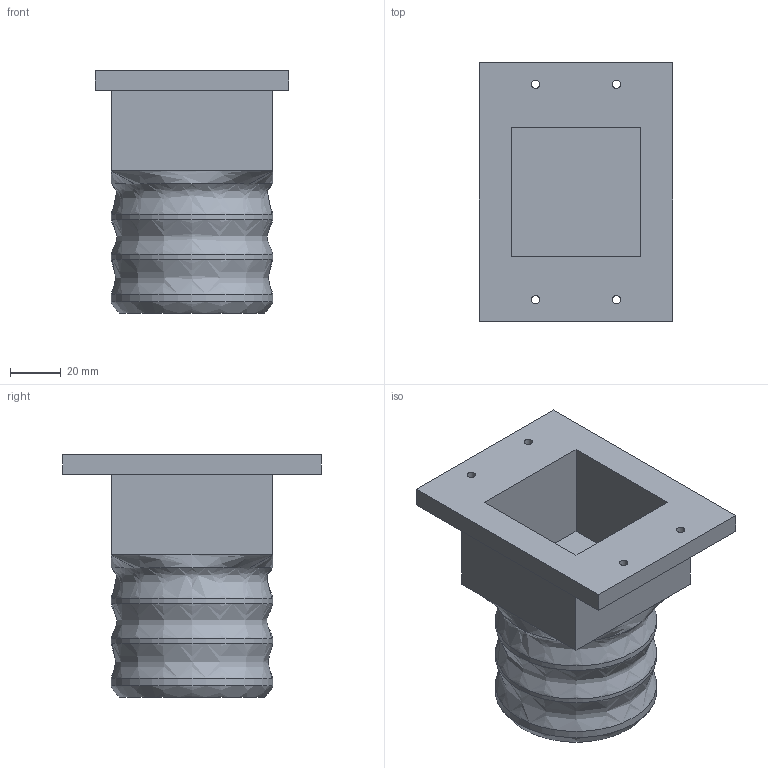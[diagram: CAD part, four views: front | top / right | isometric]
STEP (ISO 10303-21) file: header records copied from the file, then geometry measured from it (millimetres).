
FILE_DESCRIPTION(/* description */ (''),/* implementation_level */ '2;1');
FILE_NAME(/* name */ 'hotened.step',/* time_stamp */ '2024-04-06T12:01:46-07:00',/* author */ (''),/* organization */ (''),/* preprocessor_version */ 'ST-DEVELOPER v20',/* originating_system */ 'Autodesk Translation Framework v12.20.1.177',/* authorisation */ '');
FILE_SCHEMA (('AUTOMOTIVE_DESIGN { 1 0 10303 214 3 1 1 }'));
Length unit declared in the file: inch
Products named in the file (1): Gianthuman3dprinter sliders
Bounding box: 76.2 x 101.6 x 95.25 mm (x, y, z)
Volume: 254118.3 mm3; surface area: 45064.2 mm2
Topology: 1 solids, 1 shells, 31 faces, 88 edges, 61 vertices
Faces by surface type: plane 16, bspline 8, cylinder 7
Full cylindrical faces by diameter (mm): 3.332 x4, 63.5 x3
Entity records: 1683 total; most frequent: CARTESIAN_POINT 821, ORIENTED_EDGE 176, DIRECTION 166, EDGE_CURVE 88, VERTEX_POINT 61, AXIS2_PLACEMENT_3D 58, LINE 50, VECTOR 50
